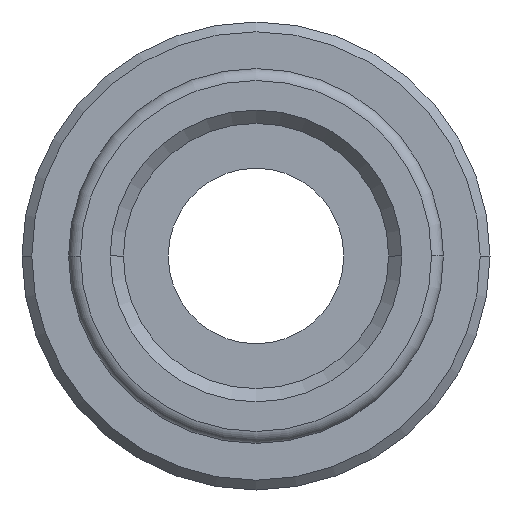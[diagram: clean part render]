
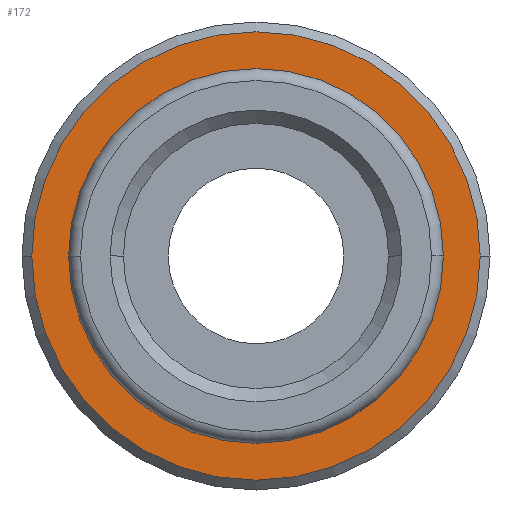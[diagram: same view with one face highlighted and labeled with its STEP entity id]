
A CAD part, front view. The second image highlights one B-rep face of the part: STEP entity #172.
In plain terms, the highlighted planar face has unit normal (0, -1, 0).
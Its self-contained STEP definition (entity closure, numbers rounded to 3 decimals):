
#172=ADVANCED_FACE('',(#377,#378),#379,.T.);
#377=FACE_BOUND('',#612,.T.);
#378=FACE_OUTER_BOUND('',#613,.T.);
#379=PLANE('',#614);
#612=EDGE_LOOP('',(#1025,#1026));
#613=EDGE_LOOP('',(#1027,#1028));
#614=AXIS2_PLACEMENT_3D('',#1029,#1030,#1031);
#1025=ORIENTED_EDGE('',*,*,#1444,.T.);
#1026=ORIENTED_EDGE('',*,*,#1445,.T.);
#1027=ORIENTED_EDGE('',*,*,#1446,.F.);
#1028=ORIENTED_EDGE('',*,*,#1447,.F.);
#1029=CARTESIAN_POINT('',(5.75,3.6,0.0));
#1030=DIRECTION('',(0.,-1.0,0.0));
#1031=DIRECTION('',(-1.0,0.,0.0));
#1444=EDGE_CURVE('',#1734,#1735,#1736,.T.);
#1445=EDGE_CURVE('',#1735,#1734,#1737,.T.);
#1446=EDGE_CURVE('',#1738,#1739,#1740,.T.);
#1447=EDGE_CURVE('',#1739,#1738,#1741,.T.);
#1734=VERTEX_POINT('',#2076);
#1735=VERTEX_POINT('',#2077);
#1736=CIRCLE('',#2078,9.0);
#1737=CIRCLE('',#2079,9.0);
#1738=VERTEX_POINT('',#2080);
#1739=VERTEX_POINT('',#2081);
#1740=CIRCLE('',#2082,11.5);
#1741=CIRCLE('',#2083,11.5);
#2076=CARTESIAN_POINT('',(-9.0,3.6,0.));
#2077=CARTESIAN_POINT('',(9.0,3.6,0.));
#2078=AXIS2_PLACEMENT_3D('',#2411,#2412,#2413);
#2079=AXIS2_PLACEMENT_3D('',#2414,#2415,#2416);
#2080=CARTESIAN_POINT('',(11.5,3.6,0.0));
#2081=CARTESIAN_POINT('',(-11.5,3.6,0.));
#2082=AXIS2_PLACEMENT_3D('',#2417,#2418,#2419);
#2083=AXIS2_PLACEMENT_3D('',#2420,#2421,#2422);
#2411=CARTESIAN_POINT('',(0.0,3.6,0.0));
#2412=DIRECTION('',(0.,1.0,0.0));
#2413=DIRECTION('',(1.0,0.,0.0));
#2414=CARTESIAN_POINT('',(0.0,3.6,0.0));
#2415=DIRECTION('',(0.,1.0,0.0));
#2416=DIRECTION('',(1.0,0.,0.0));
#2417=CARTESIAN_POINT('',(0.0,3.6,0.0));
#2418=DIRECTION('',(-0.0,1.0,0.0));
#2419=DIRECTION('',(1.0,0.0,0.0));
#2420=CARTESIAN_POINT('',(0.0,3.6,0.0));
#2421=DIRECTION('',(-0.0,1.0,0.0));
#2422=DIRECTION('',(1.0,0.0,0.0));
